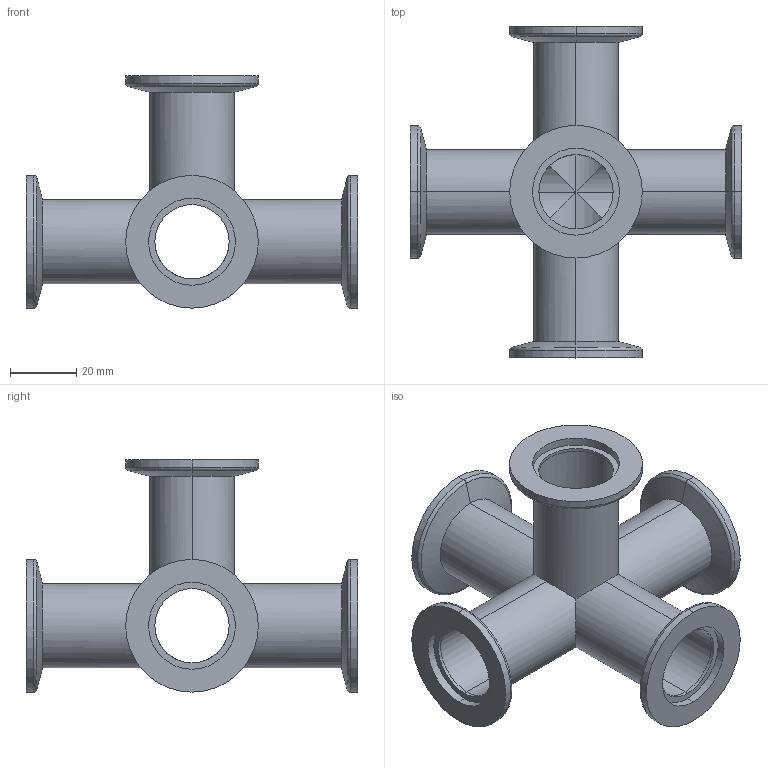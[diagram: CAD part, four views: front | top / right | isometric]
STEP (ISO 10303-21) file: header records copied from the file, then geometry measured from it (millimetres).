
FILE_DESCRIPTION (( 'STEP AP214' ), '1' );
FILE_NAME ('Hositrad_KX5-25-25.STEP', '2017-06-08T07:06:13', ( 'Gebruiker' ), ( '' ), 'SwSTEP 2.0', 'SolidWorks 2017', '' );
FILE_SCHEMA (( 'AUTOMOTIVE_DESIGN' ));
Length unit declared in the file: millimetre
Products named in the file (3): KF25-WS_KF25-25Ws; KX5-Tube-All_KT25-25; Hositrad_KX5-25-25
Assembly tree (6 placements, depth 2):
  Hositrad_KX5-25-25
    KX5-Tube-All_KT25-25
    KF25-WS_KF25-25Ws  x5
Bounding box: 100 x 100 x 70 mm (x, y, z)
Volume: 35502.8 mm3; surface area: 40770.6 mm2
Topology: 6 solids, 6 shells, 100 faces, 214 edges, 128 vertices
Faces by surface type: cylinder 60, plane 20, torus 10, cone 10
Entity records: 1300 total; most frequent: CARTESIAN_POINT 271, DIRECTION 208, ORIENTED_EDGE 188, EDGE_CURVE 94, AXIS2_PLACEMENT_3D 89, VERTEX_POINT 56, EDGE_LOOP 48, FACE_OUTER_BOUND 40
